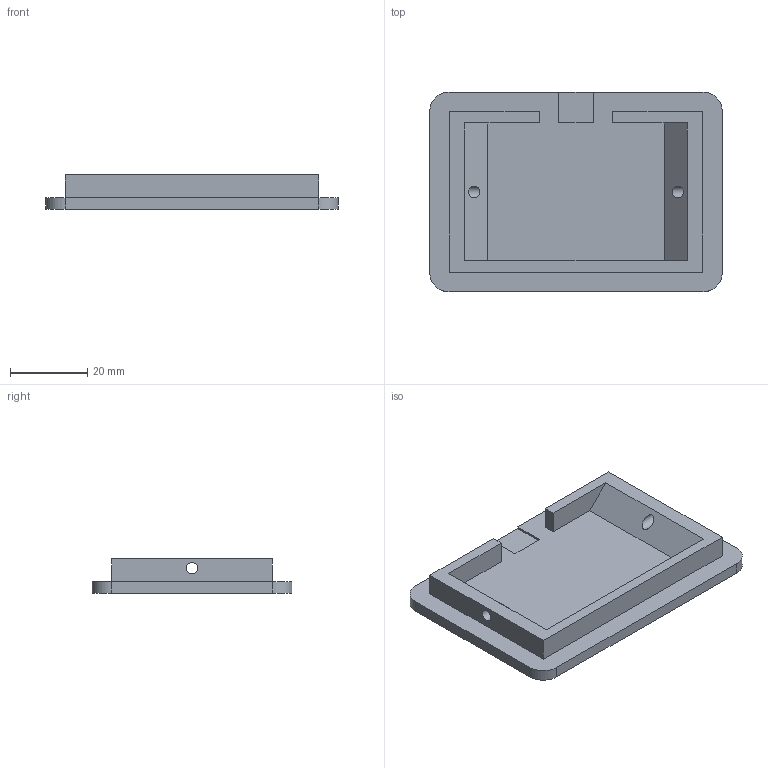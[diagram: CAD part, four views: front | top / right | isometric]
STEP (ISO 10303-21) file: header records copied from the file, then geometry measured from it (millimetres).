
FILE_DESCRIPTION(/* description */ ('STEP AP214'),/* implementation_level */ '2;1');
FILE_NAME(/* name */ '613d989f2902150b973ca814',/* time_stamp */ '2021-09-12T06:05:20+00:00',/* author */ (''),/* organization */ (''),/* preprocessor_version */ 'ST-DEVELOPER v18.1',/* originating_system */ ' ',/* authorisation */ ' ');
FILE_SCHEMA (('AUTOMOTIVE_DESIGN {1 0 10303 214 3 1 1}'));
Length unit declared in the file: metre
Products named in the file (1): Part 1
Bounding box: 75.8 x 51.75 x 8.9 mm (x, y, z)
Volume: 16400.3 mm3; surface area: 10493.7 mm2
Topology: 1 solids, 1 shells, 29 faces, 79 edges, 53 vertices
Faces by surface type: plane 23, cylinder 6
Full cylindrical faces by diameter (mm): 3 x2
Entity records: 932 total; most frequent: CARTESIAN_POINT 158, ORIENTED_EDGE 152, DIRECTION 148, EDGE_CURVE 76, LINE 64, VECTOR 64, VERTEX_POINT 52, AXIS2_PLACEMENT_3D 42
